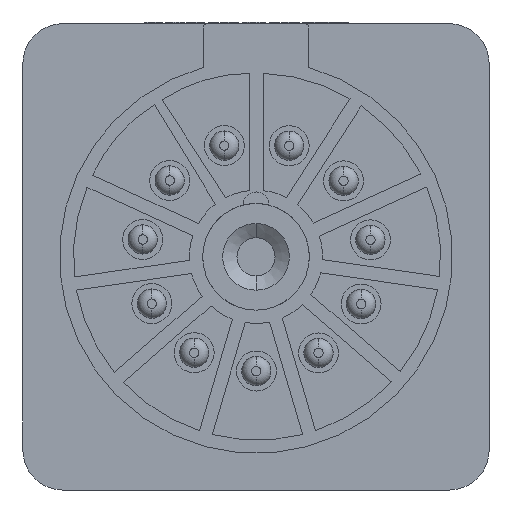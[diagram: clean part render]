
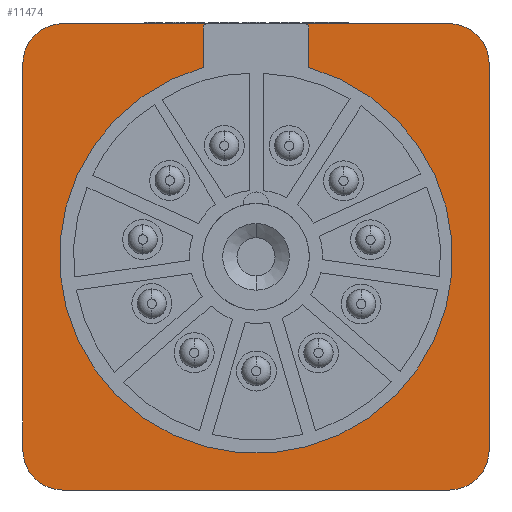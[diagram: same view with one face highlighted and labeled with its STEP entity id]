
A CAD part, front view. The second image highlights one B-rep face of the part: STEP entity #11474.
In plain terms, the highlighted planar face has unit normal (0, -1, 0).
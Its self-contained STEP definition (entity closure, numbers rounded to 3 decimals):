
#315 = CARTESIAN_POINT ( 'NONE',  ( 3.695, -1.75, 17.25 ) ) ;
#330 = EDGE_CURVE ( 'NONE', #8285, #2910, #1383, .T. ) ;
#438 = VERTEX_POINT ( 'NONE', #8117 ) ;
#629 = LINE ( 'NONE', #14013, #4192 ) ;
#818 = AXIS2_PLACEMENT_3D ( 'NONE', #17909, #8736, #19460 ) ;
#990 = CIRCLE ( 'NONE', #4634, 3. ) ;
#1186 = CARTESIAN_POINT ( 'NONE',  ( -17.5, -1.75, 14.5 ) ) ;
#1254 = DIRECTION ( 'NONE',  ( 0., 0., -1. ) ) ;
#1377 = LINE ( 'NONE', #11206, #16662 ) ;
#1383 = CIRCLE ( 'NONE', #2856, 3. ) ;
#1412 = DIRECTION ( 'NONE',  ( 0., -1., 0. ) ) ;
#1824 = DIRECTION ( 'NONE',  ( 0., 0., -1. ) ) ;
#2723 = VERTEX_POINT ( 'NONE', #16069 ) ;
#2856 = AXIS2_PLACEMENT_3D ( 'NONE', #11297, #11216, #4706 ) ;
#2910 = VERTEX_POINT ( 'NONE', #6985 ) ;
#2966 = VERTEX_POINT ( 'NONE', #13653 ) ;
#3570 = DIRECTION ( 'NONE',  ( 0., 0., 1. ) ) ;
#3890 = ORIENTED_EDGE ( 'NONE', *, *, #8292, .F. ) ;
#3961 = CARTESIAN_POINT ( 'NONE',  ( 3.695, -1.75, 17.5 ) ) ;
#4192 = VECTOR ( 'NONE', #6384, 1000. ) ;
#4210 = ORIENTED_EDGE ( 'NONE', *, *, #13523, .F. ) ;
#4340 = CARTESIAN_POINT ( 'NONE',  ( -17.5, -1.75, -14.5 ) ) ;
#4526 = EDGE_CURVE ( 'NONE', #9875, #19010, #15151, .T. ) ;
#4634 = AXIS2_PLACEMENT_3D ( 'NONE', #7944, #18628, #9477 ) ;
#4706 = DIRECTION ( 'NONE',  ( 0., 0., 1. ) ) ;
#4842 = EDGE_CURVE ( 'NONE', #2723, #12644, #5720, .T. ) ;
#4847 = ORIENTED_EDGE ( 'NONE', *, *, #330, .F. ) ;
#5280 = CARTESIAN_POINT ( 'NONE',  ( -14.5, -1.75, -14.5 ) ) ;
#5418 = VERTEX_POINT ( 'NONE', #8164 ) ;
#5552 = CARTESIAN_POINT ( 'NONE',  ( -14.5, -1.75, 14.5 ) ) ;
#5643 = EDGE_CURVE ( 'NONE', #14791, #8984, #12163, .T. ) ;
#5720 = CIRCLE ( 'NONE', #19261, 14.752 ) ;
#5859 = CARTESIAN_POINT ( 'NONE',  ( 14.5, -1.75, 14.5 ) ) ;
#5926 = DIRECTION ( 'NONE',  ( 0., 0., 1. ) ) ;
#6049 = DIRECTION ( 'NONE',  ( 0., 0., -1. ) ) ;
#6138 = EDGE_CURVE ( 'NONE', #2910, #12805, #11181, .T. ) ;
#6384 = DIRECTION ( 'NONE',  ( 1., 0., 0. ) ) ;
#6422 = ORIENTED_EDGE ( 'NONE', *, *, #4842, .F. ) ;
#6837 = DIRECTION ( 'NONE',  ( 0., 0., 1. ) ) ;
#6985 = CARTESIAN_POINT ( 'NONE',  ( 14.5, -1.75, -17.5 ) ) ;
#7117 = DIRECTION ( 'NONE',  ( 0., 0., -1. ) ) ;
#7366 = CARTESIAN_POINT ( 'NONE',  ( -3.945, -1.75, 14.217 ) ) ;
#7419 = DIRECTION ( 'NONE',  ( 0., 0., 1. ) ) ;
#7944 = CARTESIAN_POINT ( 'NONE',  ( -14.5, -1.75, -14.5 ) ) ;
#8117 = CARTESIAN_POINT ( 'NONE',  ( -14.5, -1.75, 17.5 ) ) ;
#8164 = CARTESIAN_POINT ( 'NONE',  ( 3.945, -1.75, 17.25 ) ) ;
#8186 = CARTESIAN_POINT ( 'NONE',  ( 3.945, -1.75, 14.217 ) ) ;
#8215 = AXIS2_PLACEMENT_3D ( 'NONE', #315, #10988, #1824 ) ;
#8228 = CARTESIAN_POINT ( 'NONE',  ( 14.5, -1.75, -17.5 ) ) ;
#8269 = CARTESIAN_POINT ( 'NONE',  ( -3.695, -1.75, 17.5 ) ) ;
#8285 = VERTEX_POINT ( 'NONE', #14139 ) ;
#8292 = EDGE_CURVE ( 'NONE', #12644, #5418, #1377, .T. ) ;
#8335 = FACE_OUTER_BOUND ( 'NONE', #12216, .T. ) ;
#8501 = EDGE_CURVE ( 'NONE', #2966, #438, #18372, .T. ) ;
#8506 = VECTOR ( 'NONE', #5926, 1000. ) ;
#8548 = ORIENTED_EDGE ( 'NONE', *, *, #14942, .F. ) ;
#8558 = CARTESIAN_POINT ( 'NONE',  ( -14.5, -1.75, -17.5 ) ) ;
#8565 = VERTEX_POINT ( 'NONE', #4340 ) ;
#8665 = EDGE_CURVE ( 'NONE', #12805, #8565, #990, .T. ) ;
#8736 = DIRECTION ( 'NONE',  ( 0., -1., 0. ) ) ;
#8984 = VERTEX_POINT ( 'NONE', #13567 ) ;
#9065 = DIRECTION ( 'NONE',  ( 1., 0., 0. ) ) ;
#9357 = VECTOR ( 'NONE', #9065, 1000. ) ;
#9477 = DIRECTION ( 'NONE',  ( 0., 0., 1. ) ) ;
#9805 = AXIS2_PLACEMENT_3D ( 'NONE', #5859, #16531, #7419 ) ;
#9875 = VERTEX_POINT ( 'NONE', #8269 ) ;
#10578 = CARTESIAN_POINT ( 'NONE',  ( 0., -1.75, 0.002 ) ) ;
#10935 = CARTESIAN_POINT ( 'NONE',  ( -3.945, -1.75, 17.25 ) ) ;
#10988 = DIRECTION ( 'NONE',  ( 0., -1., 0. ) ) ;
#11181 = LINE ( 'NONE', #8228, #16636 ) ;
#11206 = CARTESIAN_POINT ( 'NONE',  ( 3.945, -1.75, 14.217 ) ) ;
#11216 = DIRECTION ( 'NONE',  ( 0., 1., 0. ) ) ;
#11297 = CARTESIAN_POINT ( 'NONE',  ( 14.5, -1.75, -14.5 ) ) ;
#11474 = ADVANCED_FACE ( 'NONE', ( #8335 ), #18927, .F. ) ;
#11687 = ORIENTED_EDGE ( 'NONE', *, *, #6138, .F. ) ;
#11700 = ORIENTED_EDGE ( 'NONE', *, *, #18721, .F. ) ;
#11860 = EDGE_CURVE ( 'NONE', #8984, #8285, #18792, .T. ) ;
#12127 = DIRECTION ( 'NONE',  ( 0., 0., -1. ) ) ;
#12142 = CARTESIAN_POINT ( 'NONE',  ( 17.5, -1.75, 14.5 ) ) ;
#12163 = CIRCLE ( 'NONE', #9805, 3. ) ;
#12216 = EDGE_LOOP ( 'NONE', ( #4210, #3890, #6422, #11700, #18773, #15072, #12262, #8548, #17379, #11687, #4847, #14503, #12737, #18066 ) ) ;
#12262 = ORIENTED_EDGE ( 'NONE', *, *, #8501, .F. ) ;
#12644 = VERTEX_POINT ( 'NONE', #8186 ) ;
#12737 = ORIENTED_EDGE ( 'NONE', *, *, #5643, .F. ) ;
#12805 = VERTEX_POINT ( 'NONE', #8558 ) ;
#13466 = LINE ( 'NONE', #15164, #9357 ) ;
#13523 = EDGE_CURVE ( 'NONE', #5418, #17853, #15286, .T. ) ;
#13567 = CARTESIAN_POINT ( 'NONE',  ( 17.5, -1.75, 14.5 ) ) ;
#13640 = AXIS2_PLACEMENT_3D ( 'NONE', #5552, #16261, #7117 ) ;
#13653 = CARTESIAN_POINT ( 'NONE',  ( -17.5, -1.75, 14.5 ) ) ;
#14013 = CARTESIAN_POINT ( 'NONE',  ( 14.5, -1.75, 17.5 ) ) ;
#14139 = CARTESIAN_POINT ( 'NONE',  ( 17.5, -1.75, -14.5 ) ) ;
#14503 = ORIENTED_EDGE ( 'NONE', *, *, #11860, .F. ) ;
#14735 = VECTOR ( 'NONE', #6049, 1000. ) ;
#14791 = VERTEX_POINT ( 'NONE', #16856 ) ;
#14942 = EDGE_CURVE ( 'NONE', #8565, #2966, #16614, .T. ) ;
#15072 = ORIENTED_EDGE ( 'NONE', *, *, #16109, .F. ) ;
#15120 = EDGE_CURVE ( 'NONE', #17853, #14791, #629, .T. ) ;
#15151 = CIRCLE ( 'NONE', #818, 0.25 ) ;
#15164 = CARTESIAN_POINT ( 'NONE',  ( 14.5, -1.75, 17.5 ) ) ;
#15286 = CIRCLE ( 'NONE', #8215, 0.25 ) ;
#15679 = VECTOR ( 'NONE', #1254, 1000. ) ;
#16000 = DIRECTION ( 'NONE',  ( 0., 1., 0. ) ) ;
#16069 = CARTESIAN_POINT ( 'NONE',  ( -3.945, -1.75, 14.217 ) ) ;
#16109 = EDGE_CURVE ( 'NONE', #438, #9875, #13466, .T. ) ;
#16261 = DIRECTION ( 'NONE',  ( 0., 1., 0. ) ) ;
#16531 = DIRECTION ( 'NONE',  ( 0., 1., 0. ) ) ;
#16614 = LINE ( 'NONE', #1186, #8506 ) ;
#16636 = VECTOR ( 'NONE', #18918, 1000. ) ;
#16662 = VECTOR ( 'NONE', #3570, 1000. ) ;
#16856 = CARTESIAN_POINT ( 'NONE',  ( 14.5, -1.75, 17.5 ) ) ;
#17379 = ORIENTED_EDGE ( 'NONE', *, *, #8665, .F. ) ;
#17853 = VERTEX_POINT ( 'NONE', #3961 ) ;
#17909 = CARTESIAN_POINT ( 'NONE',  ( -3.695, -1.75, 17.25 ) ) ;
#18066 = ORIENTED_EDGE ( 'NONE', *, *, #15120, .F. ) ;
#18216 = AXIS2_PLACEMENT_3D ( 'NONE', #5280, #16000, #6837 ) ;
#18372 = CIRCLE ( 'NONE', #13640, 3. ) ;
#18628 = DIRECTION ( 'NONE',  ( 0., 1., 0. ) ) ;
#18721 = EDGE_CURVE ( 'NONE', #19010, #2723, #19739, .T. ) ;
#18773 = ORIENTED_EDGE ( 'NONE', *, *, #4526, .F. ) ;
#18792 = LINE ( 'NONE', #12142, #14735 ) ;
#18918 = DIRECTION ( 'NONE',  ( -1., 0., 0. ) ) ;
#18927 = PLANE ( 'NONE',  #18216 ) ;
#19010 = VERTEX_POINT ( 'NONE', #10935 ) ;
#19261 = AXIS2_PLACEMENT_3D ( 'NONE', #10578, #1412, #12127 ) ;
#19460 = DIRECTION ( 'NONE',  ( 0., 0., -1. ) ) ;
#19739 = LINE ( 'NONE', #7366, #15679 ) ;
